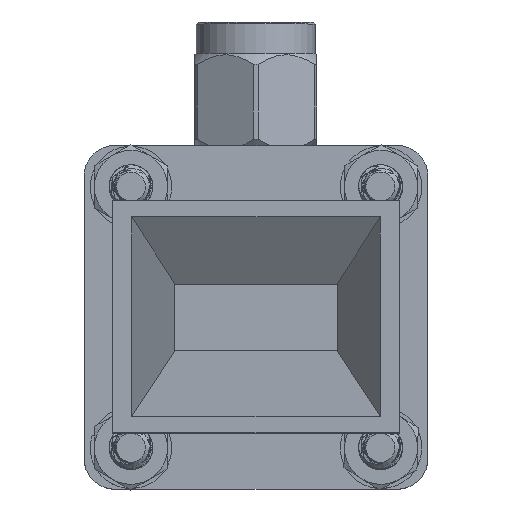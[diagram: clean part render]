
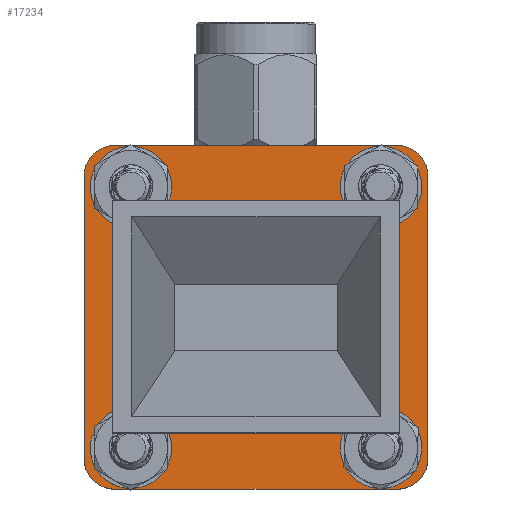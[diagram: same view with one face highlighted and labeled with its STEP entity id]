
A CAD part, top view. The second image highlights one B-rep face of the part: STEP entity #17234.
In plain terms, the highlighted planar face has unit normal (0, 0, 1).
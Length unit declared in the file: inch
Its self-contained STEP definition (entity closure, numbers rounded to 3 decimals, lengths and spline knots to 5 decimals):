
#124 = CARTESIAN_POINT ( 'NONE',  ( 0.33465, 0.32087, 1.69036 ) ) ;
#139 = VERTEX_POINT ( 'NONE', #13656 ) ;
#265 = DIRECTION ( 'NONE',  ( -1., 0., 0. ) ) ;
#501 = AXIS2_PLACEMENT_3D ( 'NONE', #21887, #11769, #6906 ) ;
#608 = AXIS2_PLACEMENT_3D ( 'NONE', #16029, #15810, #14139 ) ;
#732 = CARTESIAN_POINT ( 'NONE',  ( 0.14406, -0.26906, 1.69036 ) ) ;
#1340 = EDGE_CURVE ( 'NONE', #6565, #19795, #6926, .T. ) ;
#1438 = DIRECTION ( 'NONE',  ( -1., 0., 0. ) ) ;
#1510 = EDGE_LOOP ( 'NONE', ( #2060 ) ) ;
#1582 = CARTESIAN_POINT ( 'NONE',  ( 0.14406, 0.44094, 1.69036 ) ) ;
#1584 = DIRECTION ( 'NONE',  ( -1., 0., 0. ) ) ;
#1670 = DIRECTION ( 'NONE',  ( 0., -1., 0. ) ) ;
#1714 = ORIENTED_EDGE ( 'NONE', *, *, #1907, .T. ) ;
#1907 = EDGE_CURVE ( 'NONE', #12828, #12828, #8999, .T. ) ;
#1939 = EDGE_CURVE ( 'NONE', #139, #5033, #4050, .T. ) ;
#2060 = ORIENTED_EDGE ( 'NONE', *, *, #20459, .T. ) ;
#2071 = CARTESIAN_POINT ( 'NONE',  ( -0.3622, -0.44094, 1.69036 ) ) ;
#2347 = EDGE_CURVE ( 'NONE', #139, #19795, #3137, .T. ) ;
#2436 = VERTEX_POINT ( 'NONE', #17203 ) ;
#3107 = CIRCLE ( 'NONE', #15150, 0.07283 ) ;
#3137 = LINE ( 'NONE', #13433, #5115 ) ;
#3319 = DIRECTION ( 'NONE',  ( -1., 0., 0. ) ) ;
#3320 = LINE ( 'NONE', #18958, #10141 ) ;
#3535 = FACE_OUTER_BOUND ( 'NONE', #20200, .T. ) ;
#3553 = CARTESIAN_POINT ( 'NONE',  ( -0.3622, 0.44094, 1.69036 ) ) ;
#3568 = VERTEX_POINT ( 'NONE', #3553 ) ;
#3643 = FACE_BOUND ( 'NONE', #17319, .T. ) ;
#3648 = DIRECTION ( 'NONE',  ( 0., 0., 1. ) ) ;
#3773 = EDGE_CURVE ( 'NONE', #8440, #5364, #16520, .T. ) ;
#3819 = ORIENTED_EDGE ( 'NONE', *, *, #1939, .T. ) ;
#3880 = DIRECTION ( 'NONE',  ( -1., 0., 0. ) ) ;
#4050 = CIRCLE ( 'NONE', #501, 0.07874 ) ;
#4281 = CARTESIAN_POINT ( 'NONE',  ( -0.33465, 0.32087, 1.69036 ) ) ;
#4367 = AXIS2_PLACEMENT_3D ( 'NONE', #4281, #11035, #6608 ) ;
#4558 = CARTESIAN_POINT ( 'NONE',  ( -0.14406, -0.26906, 1.69036 ) ) ;
#4589 = CARTESIAN_POINT ( 'NONE',  ( -0.14406, 0.26906, 1.69036 ) ) ;
#5033 = VERTEX_POINT ( 'NONE', #6286 ) ;
#5042 = CARTESIAN_POINT ( 'NONE',  ( -0.3622, -0.3622, 1.69036 ) ) ;
#5095 = FACE_BOUND ( 'NONE', #18348, .T. ) ;
#5115 = VECTOR ( 'NONE', #11664, 39.37008 ) ;
#5253 = VERTEX_POINT ( 'NONE', #15306 ) ;
#5351 = ORIENTED_EDGE ( 'NONE', *, *, #1340, .T. ) ;
#5364 = VERTEX_POINT ( 'NONE', #4558 ) ;
#5454 = DIRECTION ( 'NONE',  ( 1., 0., 0. ) ) ;
#5540 = EDGE_CURVE ( 'NONE', #2436, #8440, #16629, .T. ) ;
#5702 = ORIENTED_EDGE ( 'NONE', *, *, #19451, .T. ) ;
#6121 = ORIENTED_EDGE ( 'NONE', *, *, #2347, .F. ) ;
#6225 = DIRECTION ( 'NONE',  ( -1., 0., 0. ) ) ;
#6286 = CARTESIAN_POINT ( 'NONE',  ( 0.44094, -0.3622, 1.69036 ) ) ;
#6327 = CARTESIAN_POINT ( 'NONE',  ( 0.44094, 0.3622, 1.69036 ) ) ;
#6449 = VERTEX_POINT ( 'NONE', #7280 ) ;
#6549 = DIRECTION ( 'NONE',  ( 0., -1., 0. ) ) ;
#6565 = VERTEX_POINT ( 'NONE', #13978 ) ;
#6608 = DIRECTION ( 'NONE',  ( -1., 0., 0. ) ) ;
#6875 = PLANE ( 'NONE',  #20747 ) ;
#6906 = DIRECTION ( 'NONE',  ( -1., 0., 0. ) ) ;
#6926 = CIRCLE ( 'NONE', #19265, 0.07874 ) ;
#6934 = DIRECTION ( 'NONE',  ( 0., 0., 1. ) ) ;
#7090 = FACE_BOUND ( 'NONE', #10693, .T. ) ;
#7110 = LINE ( 'NONE', #15629, #20427 ) ;
#7157 = EDGE_CURVE ( 'NONE', #14506, #14506, #14643, .T. ) ;
#7178 = CIRCLE ( 'NONE', #15667, 0.07874 ) ;
#7201 = LINE ( 'NONE', #13067, #10030 ) ;
#7280 = CARTESIAN_POINT ( 'NONE',  ( -0.44094, 0.3622, 1.69036 ) ) ;
#8325 = VECTOR ( 'NONE', #1438, 39.37008 ) ;
#8356 = ORIENTED_EDGE ( 'NONE', *, *, #16765, .T. ) ;
#8400 = CARTESIAN_POINT ( 'NONE',  ( -0.40748, -0.32087, 1.69036 ) ) ;
#8440 = VERTEX_POINT ( 'NONE', #732 ) ;
#8606 = ORIENTED_EDGE ( 'NONE', *, *, #3773, .T. ) ;
#8872 = CARTESIAN_POINT ( 'NONE',  ( -0.33465, -0.32087, 1.69036 ) ) ;
#8923 = ORIENTED_EDGE ( 'NONE', *, *, #20764, .T. ) ;
#8999 = CIRCLE ( 'NONE', #14313, 0.07283 ) ;
#9115 = CIRCLE ( 'NONE', #11928, 0.07283 ) ;
#9406 = LINE ( 'NONE', #16161, #13296 ) ;
#9691 = ORIENTED_EDGE ( 'NONE', *, *, #10260, .F. ) ;
#10030 = VECTOR ( 'NONE', #17836, 39.37008 ) ;
#10141 = VECTOR ( 'NONE', #1670, 39.37008 ) ;
#10172 = VERTEX_POINT ( 'NONE', #18813 ) ;
#10225 = VERTEX_POINT ( 'NONE', #4589 ) ;
#10260 = EDGE_CURVE ( 'NONE', #3568, #5253, #20637, .T. ) ;
#10441 = DIRECTION ( 'NONE',  ( 0., 0., -1. ) ) ;
#10679 = EDGE_CURVE ( 'NONE', #12870, #5253, #7178, .T. ) ;
#10693 = EDGE_LOOP ( 'NONE', ( #1714 ) ) ;
#10888 = EDGE_CURVE ( 'NONE', #6565, #6449, #7201, .T. ) ;
#10971 = ORIENTED_EDGE ( 'NONE', *, *, #10679, .T. ) ;
#11035 = DIRECTION ( 'NONE',  ( 0., 0., -1. ) ) ;
#11664 = DIRECTION ( 'NONE',  ( -1., 0., 0. ) ) ;
#11769 = DIRECTION ( 'NONE',  ( 0., 0., 1. ) ) ;
#11849 = DIRECTION ( 'NONE',  ( 0., 0., -1. ) ) ;
#11928 = AXIS2_PLACEMENT_3D ( 'NONE', #8872, #15858, #3880 ) ;
#12061 = FACE_BOUND ( 'NONE', #17230, .T. ) ;
#12828 = VERTEX_POINT ( 'NONE', #19497 ) ;
#12870 = VERTEX_POINT ( 'NONE', #6327 ) ;
#13012 = ORIENTED_EDGE ( 'NONE', *, *, #19912, .T. ) ;
#13067 = CARTESIAN_POINT ( 'NONE',  ( -0.44094, 0.26906, 1.69036 ) ) ;
#13156 = CARTESIAN_POINT ( 'NONE',  ( -0.40748, 0.32087, 1.69036 ) ) ;
#13296 = VECTOR ( 'NONE', #17189, 39.37008 ) ;
#13433 = CARTESIAN_POINT ( 'NONE',  ( -0.44094, -0.44094, 1.69036 ) ) ;
#13656 = CARTESIAN_POINT ( 'NONE',  ( 0.3622, -0.44094, 1.69036 ) ) ;
#13699 = VERTEX_POINT ( 'NONE', #8400 ) ;
#13839 = CARTESIAN_POINT ( 'NONE',  ( -0.44094, 0.26906, 1.69036 ) ) ;
#13978 = CARTESIAN_POINT ( 'NONE',  ( -0.44094, -0.3622, 1.69036 ) ) ;
#14139 = DIRECTION ( 'NONE',  ( -1., 0., 0. ) ) ;
#14313 = AXIS2_PLACEMENT_3D ( 'NONE', #124, #10441, #1584 ) ;
#14506 = VERTEX_POINT ( 'NONE', #13156 ) ;
#14523 = CARTESIAN_POINT ( 'NONE',  ( 0.33465, -0.32087, 1.69036 ) ) ;
#14643 = CIRCLE ( 'NONE', #4367, 0.07283 ) ;
#14976 = VECTOR ( 'NONE', #5454, 39.37008 ) ;
#15150 = AXIS2_PLACEMENT_3D ( 'NONE', #14523, #21405, #6225 ) ;
#15188 = CARTESIAN_POINT ( 'NONE',  ( 0.3622, 0.3622, 1.69036 ) ) ;
#15306 = CARTESIAN_POINT ( 'NONE',  ( 0.3622, 0.44094, 1.69036 ) ) ;
#15400 = FACE_BOUND ( 'NONE', #1510, .T. ) ;
#15629 = CARTESIAN_POINT ( 'NONE',  ( 0.14406, 0.26906, 1.69036 ) ) ;
#15667 = AXIS2_PLACEMENT_3D ( 'NONE', #15188, #3648, #17063 ) ;
#15777 = ORIENTED_EDGE ( 'NONE', *, *, #7157, .T. ) ;
#15810 = DIRECTION ( 'NONE',  ( 0., 0., 1. ) ) ;
#15858 = DIRECTION ( 'NONE',  ( 0., 0., -1. ) ) ;
#16029 = CARTESIAN_POINT ( 'NONE',  ( -0.3622, 0.3622, 1.69036 ) ) ;
#16161 = CARTESIAN_POINT ( 'NONE',  ( -0.14406, 0.26906, 1.69036 ) ) ;
#16520 = LINE ( 'NONE', #18505, #8325 ) ;
#16629 = LINE ( 'NONE', #20183, #18194 ) ;
#16765 = EDGE_CURVE ( 'NONE', #5364, #10225, #9406, .T. ) ;
#17063 = DIRECTION ( 'NONE',  ( -1., 0., 0. ) ) ;
#17189 = DIRECTION ( 'NONE',  ( 0., 1., 0. ) ) ;
#17203 = CARTESIAN_POINT ( 'NONE',  ( 0.14406, 0.26906, 1.69036 ) ) ;
#17230 = EDGE_LOOP ( 'NONE', ( #8923 ) ) ;
#17234 = ADVANCED_FACE ( 'NONE', ( #7090, #5095, #15400, #12061, #3643, #3535 ), #6875, .F. ) ;
#17319 = EDGE_LOOP ( 'NONE', ( #8606, #8356, #5702, #17627 ) ) ;
#17627 = ORIENTED_EDGE ( 'NONE', *, *, #5540, .T. ) ;
#17836 = DIRECTION ( 'NONE',  ( 0., 1., 0. ) ) ;
#18142 = EDGE_CURVE ( 'NONE', #12870, #5033, #3320, .T. ) ;
#18194 = VECTOR ( 'NONE', #6549, 39.37008 ) ;
#18348 = EDGE_LOOP ( 'NONE', ( #15777 ) ) ;
#18505 = CARTESIAN_POINT ( 'NONE',  ( -0.44094, -0.26906, 1.69036 ) ) ;
#18813 = CARTESIAN_POINT ( 'NONE',  ( 0.26181, -0.32087, 1.69036 ) ) ;
#18958 = CARTESIAN_POINT ( 'NONE',  ( 0.44094, -0.26906, 1.69036 ) ) ;
#19215 = ORIENTED_EDGE ( 'NONE', *, *, #10888, .F. ) ;
#19265 = AXIS2_PLACEMENT_3D ( 'NONE', #5042, #6934, #265 ) ;
#19384 = CIRCLE ( 'NONE', #608, 0.07874 ) ;
#19451 = EDGE_CURVE ( 'NONE', #10225, #2436, #7110, .T. ) ;
#19497 = CARTESIAN_POINT ( 'NONE',  ( 0.26181, 0.32087, 1.69036 ) ) ;
#19795 = VERTEX_POINT ( 'NONE', #2071 ) ;
#19912 = EDGE_CURVE ( 'NONE', #3568, #6449, #19384, .T. ) ;
#20183 = CARTESIAN_POINT ( 'NONE',  ( 0.14406, -0.26906, 1.69036 ) ) ;
#20200 = EDGE_LOOP ( 'NONE', ( #19215, #5351, #6121, #3819, #20388, #10971, #9691, #13012 ) ) ;
#20388 = ORIENTED_EDGE ( 'NONE', *, *, #18142, .F. ) ;
#20422 = DIRECTION ( 'NONE',  ( 1., 0., 0. ) ) ;
#20427 = VECTOR ( 'NONE', #20422, 39.37008 ) ;
#20459 = EDGE_CURVE ( 'NONE', #13699, #13699, #9115, .T. ) ;
#20637 = LINE ( 'NONE', #1582, #14976 ) ;
#20747 = AXIS2_PLACEMENT_3D ( 'NONE', #13839, #11849, #3319 ) ;
#20764 = EDGE_CURVE ( 'NONE', #10172, #10172, #3107, .T. ) ;
#21405 = DIRECTION ( 'NONE',  ( 0., 0., -1. ) ) ;
#21887 = CARTESIAN_POINT ( 'NONE',  ( 0.3622, -0.3622, 1.69036 ) ) ;
